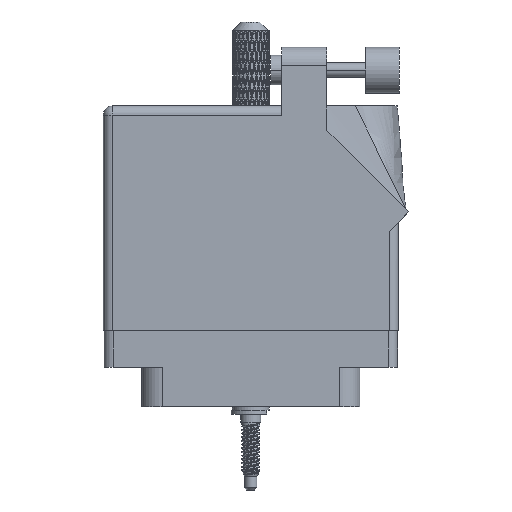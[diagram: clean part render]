
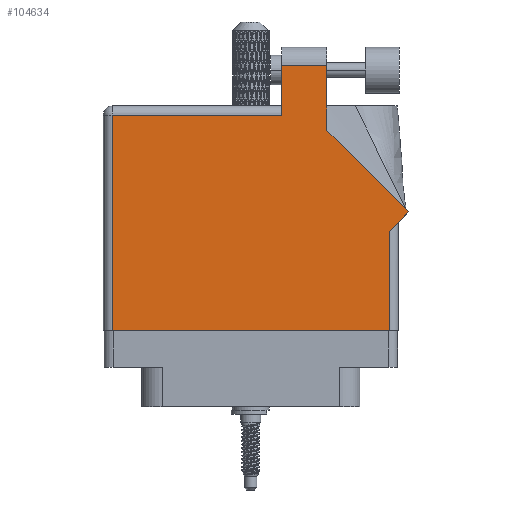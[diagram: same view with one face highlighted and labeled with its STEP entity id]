
A CAD part, front view. The second image highlights one B-rep face of the part: STEP entity #104634.
In plain terms, the highlighted face is planar.
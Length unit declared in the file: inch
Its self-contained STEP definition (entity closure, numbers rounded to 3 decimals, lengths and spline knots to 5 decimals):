
#2818 = ORIENTED_EDGE ( 'NONE', *, *, #46659, .T. ) ;
#4639 = EDGE_CURVE ( 'NONE', #84070, #10421, #24731, .T. ) ;
#5422 = CARTESIAN_POINT ( 'NONE',  ( 0.519, 1.26442, 0.455 ) ) ;
#8285 = ORIENTED_EDGE ( 'NONE', *, *, #18668, .T. ) ;
#9063 = DIRECTION ( 'NONE',  ( -1., 0., 0. ) ) ;
#10287 = VECTOR ( 'NONE', #99234, 39.37008 ) ;
#10421 = VERTEX_POINT ( 'NONE', #76444 ) ;
#12011 = VERTEX_POINT ( 'NONE', #59729 ) ;
#14431 = ORIENTED_EDGE ( 'NONE', *, *, #68120, .T. ) ;
#17694 = DIRECTION ( 'NONE',  ( 1., 0., 0. ) ) ;
#18668 = EDGE_CURVE ( 'NONE', #39674, #86210, #78580, .T. ) ;
#19072 = ORIENTED_EDGE ( 'NONE', *, *, #64254, .T. ) ;
#19924 = DIRECTION ( 'NONE',  ( -1., 0., 0. ) ) ;
#23914 = CARTESIAN_POINT ( 'NONE',  ( -0.943, 1.368, 0.455 ) ) ;
#24731 = LINE ( 'NONE', #81111, #43841 ) ;
#25677 = VERTEX_POINT ( 'NONE', #23914 ) ;
#28743 = CARTESIAN_POINT ( 'NONE',  ( 0.519, 1.705, 0.455 ) ) ;
#29167 = DIRECTION ( 'NONE',  ( -0.707, 0.707, 0. ) ) ;
#29858 = ORIENTED_EDGE ( 'NONE', *, *, #91009, .T. ) ;
#32733 = EDGE_LOOP ( 'NONE', ( #8285, #105713, #47186, #71330, #19072, #29858, #14431, #48840, #2818 ) ) ;
#33563 = VECTOR ( 'NONE', #29167, 39.37008 ) ;
#36241 = DIRECTION ( 'NONE',  ( 0., 1., 0. ) ) ;
#36939 = DIRECTION ( 'NONE',  ( 0., 1., 0. ) ) ;
#38177 = LINE ( 'NONE', #77926, #62486 ) ;
#38669 = LINE ( 'NONE', #77394, #33563 ) ;
#39674 = VERTEX_POINT ( 'NONE', #71678 ) ;
#39834 = DIRECTION ( 'NONE',  ( -1., 0., 0. ) ) ;
#41658 = CARTESIAN_POINT ( 'NONE',  ( 0.212, 1.705, 0.455 ) ) ;
#42399 = VECTOR ( 'NONE', #39834, 39.37008 ) ;
#43841 = VECTOR ( 'NONE', #58129, 39.37008 ) ;
#44804 = CARTESIAN_POINT ( 'NONE',  ( 0.943, 0.637, 0.455 ) ) ;
#46659 = EDGE_CURVE ( 'NONE', #10421, #39674, #38669, .T. ) ;
#46818 = DIRECTION ( 'NONE',  ( 0., -1., 0. ) ) ;
#47186 = ORIENTED_EDGE ( 'NONE', *, *, #97073, .T. ) ;
#48045 = CARTESIAN_POINT ( 'NONE',  ( -1.005, 1.368, 0.455 ) ) ;
#48840 = ORIENTED_EDGE ( 'NONE', *, *, #4639, .T. ) ;
#50291 = CARTESIAN_POINT ( 'NONE',  ( -0.943, -0.1, 0.455 ) ) ;
#50675 = CARTESIAN_POINT ( 'NONE',  ( 0.212, 1.368, 0.455 ) ) ;
#54325 = VERTEX_POINT ( 'NONE', #50675 ) ;
#56612 = CARTESIAN_POINT ( 'NONE',  ( -0.943, -0.1, 0.455 ) ) ;
#58129 = DIRECTION ( 'NONE',  ( 0.707, 0.707, 0. ) ) ;
#58441 = FACE_OUTER_BOUND ( 'NONE', #32733, .T. ) ;
#58833 = VECTOR ( 'NONE', #9063, 39.37008 ) ;
#59729 = CARTESIAN_POINT ( 'NONE',  ( 0.212, 1.705, 0.455 ) ) ;
#61680 = PLANE ( 'NONE',  #96026 ) ;
#62486 = VECTOR ( 'NONE', #46818, 39.37008 ) ;
#63406 = VECTOR ( 'NONE', #17694, 39.37008 ) ;
#63684 = VECTOR ( 'NONE', #36241, 39.37008 ) ;
#64112 = LINE ( 'NONE', #48045, #42399 ) ;
#64254 = EDGE_CURVE ( 'NONE', #25677, #85449, #89663, .T. ) ;
#68120 = EDGE_CURVE ( 'NONE', #72646, #84070, #80312, .T. ) ;
#71330 = ORIENTED_EDGE ( 'NONE', *, *, #94856, .T. ) ;
#71678 = CARTESIAN_POINT ( 'NONE',  ( 0.519, 1.26442, 0.455 ) ) ;
#72646 = VERTEX_POINT ( 'NONE', #106038 ) ;
#75608 = CARTESIAN_POINT ( 'NONE',  ( -1.005, -0.1, 0.455 ) ) ;
#76444 = CARTESIAN_POINT ( 'NONE',  ( 1.07571, 0.70771, 0.455 ) ) ;
#77394 = CARTESIAN_POINT ( 'NONE',  ( 1.07571, 0.70771, 0.455 ) ) ;
#77926 = CARTESIAN_POINT ( 'NONE',  ( 0.212, 1.43, 0.455 ) ) ;
#78580 = LINE ( 'NONE', #5422, #86338 ) ;
#80312 = LINE ( 'NONE', #44804, #63684 ) ;
#81111 = CARTESIAN_POINT ( 'NONE',  ( 1.005, 0.637, 0.455 ) ) ;
#84070 = VERTEX_POINT ( 'NONE', #86796 ) ;
#84274 = EDGE_CURVE ( 'NONE', #86210, #12011, #94681, .T. ) ;
#85449 = VERTEX_POINT ( 'NONE', #56612 ) ;
#86210 = VERTEX_POINT ( 'NONE', #28743 ) ;
#86338 = VECTOR ( 'NONE', #36939, 39.37008 ) ;
#86796 = CARTESIAN_POINT ( 'NONE',  ( 0.943, 0.575, 0.455 ) ) ;
#88981 = LINE ( 'NONE', #75608, #63406 ) ;
#89663 = LINE ( 'NONE', #50291, #10287 ) ;
#91009 = EDGE_CURVE ( 'NONE', #85449, #72646, #88981, .T. ) ;
#94681 = LINE ( 'NONE', #41658, #58833 ) ;
#94856 = EDGE_CURVE ( 'NONE', #54325, #25677, #64112, .T. ) ;
#96026 = AXIS2_PLACEMENT_3D ( 'NONE', #101372, #101724, #19924 ) ;
#97073 = EDGE_CURVE ( 'NONE', #12011, #54325, #38177, .T. ) ;
#99234 = DIRECTION ( 'NONE',  ( 0., -1., 0. ) ) ;
#101372 = CARTESIAN_POINT ( 'NONE',  ( -1.005, 1.43, 0.455 ) ) ;
#101724 = DIRECTION ( 'NONE',  ( 0., 0., -1. ) ) ;
#104634 = ADVANCED_FACE ( 'NONE', ( #58441 ), #61680, .F. ) ;
#105713 = ORIENTED_EDGE ( 'NONE', *, *, #84274, .T. ) ;
#106038 = CARTESIAN_POINT ( 'NONE',  ( 0.943, -0.1, 0.455 ) ) ;
